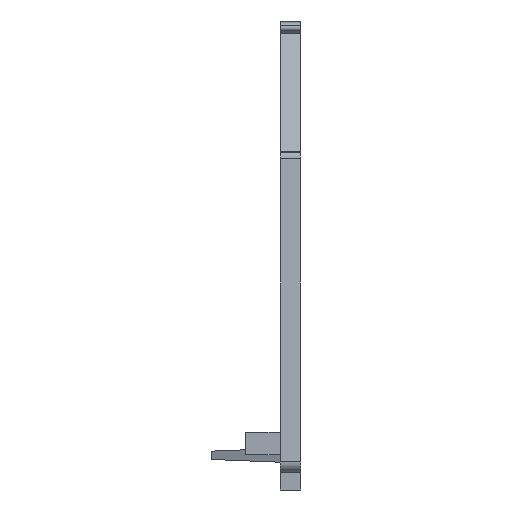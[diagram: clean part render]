
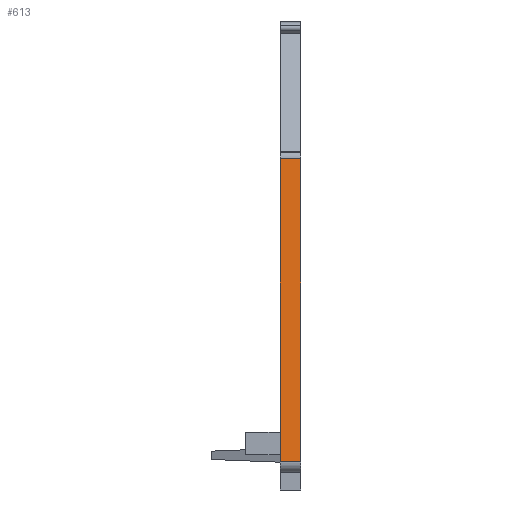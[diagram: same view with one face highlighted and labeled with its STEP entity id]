
A CAD part, front view. The second image highlights one B-rep face of the part: STEP entity #613.
In plain terms, the highlighted planar face has unit normal (0, -0.996, 0.091).
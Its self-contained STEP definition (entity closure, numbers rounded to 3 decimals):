
#593=AXIS2_PLACEMENT_3D('Plane Axis2P3D',#590,#591,#592) ;
#107=CARTESIAN_POINT('Vertex',(5.,0.003,2.068)) ;
#110=CARTESIAN_POINT('Line Origine',(5.,1.003,13.015)) ;
#114=CARTESIAN_POINT('Vertex',(5.,2.003,23.961)) ;
#571=CARTESIAN_POINT('Line Origine',(5.75,2.003,23.961)) ;
#575=CARTESIAN_POINT('Vertex',(6.5,2.003,23.961)) ;
#590=CARTESIAN_POINT('Axis2P3D Location',(5.,0.003,2.068)) ;
#595=CARTESIAN_POINT('Line Origine',(5.75,0.003,2.068)) ;
#599=CARTESIAN_POINT('Vertex',(6.5,0.003,2.068)) ;
#602=CARTESIAN_POINT('Line Origine',(6.5,1.003,13.015)) ;
#111=DIRECTION('Vector Direction',(0.,0.091,0.996)) ;
#572=DIRECTION('Vector Direction',(1.,0.,0.)) ;
#591=DIRECTION('Axis2P3D Direction',(0.,0.996,-0.091)) ;
#592=DIRECTION('Axis2P3D XDirection',(0.,0.091,0.996)) ;
#596=DIRECTION('Vector Direction',(1.,0.,0.)) ;
#603=DIRECTION('Vector Direction',(0.,0.091,0.996)) ;
#112=VECTOR('Line Direction',#111,1.) ;
#573=VECTOR('Line Direction',#572,1.) ;
#597=VECTOR('Line Direction',#596,1.) ;
#604=VECTOR('Line Direction',#603,1.) ;
#608=ORIENTED_EDGE('',*,*,#577,.F.) ;
#609=ORIENTED_EDGE('',*,*,#116,.T.) ;
#610=ORIENTED_EDGE('',*,*,#601,.T.) ;
#611=ORIENTED_EDGE('',*,*,#606,.F.) ;
#613=ADVANCED_FACE('Koerper.2',(#612),#594,.F.) ;
#116=EDGE_CURVE('',#115,#108,#113,.F.) ;
#577=EDGE_CURVE('',#115,#576,#574,.T.) ;
#601=EDGE_CURVE('',#108,#600,#598,.T.) ;
#606=EDGE_CURVE('',#576,#600,#605,.F.) ;
#607=EDGE_LOOP('',(#608,#609,#610,#611)) ;
#612=FACE_OUTER_BOUND('',#607,.T.) ;
#113=LINE('Line',#110,#112) ;
#574=LINE('Line',#571,#573) ;
#598=LINE('Line',#595,#597) ;
#605=LINE('Line',#602,#604) ;
#594=PLANE('',#593) ;
#108=VERTEX_POINT('',#107) ;
#115=VERTEX_POINT('',#114) ;
#576=VERTEX_POINT('',#575) ;
#600=VERTEX_POINT('',#599) ;
